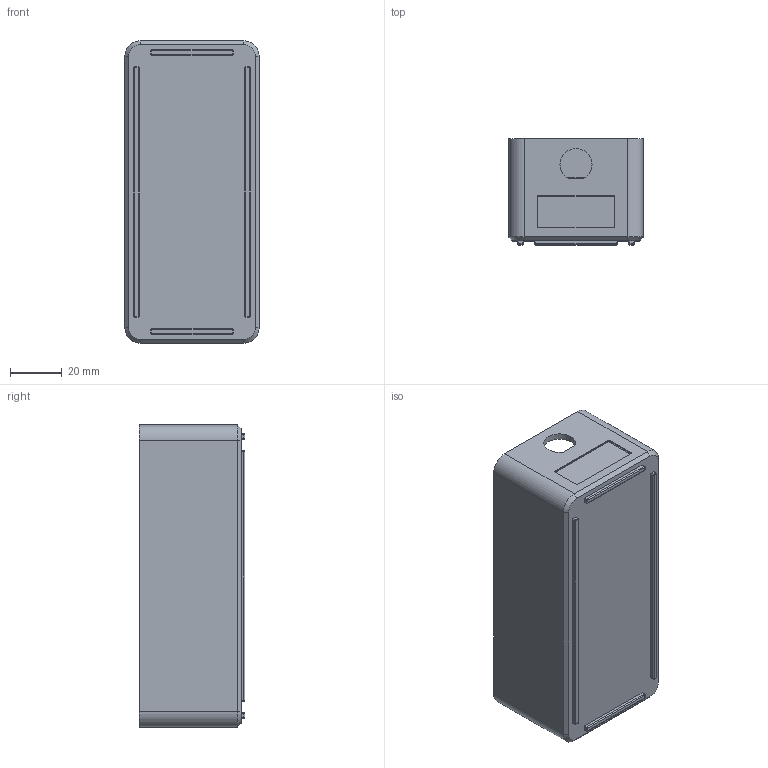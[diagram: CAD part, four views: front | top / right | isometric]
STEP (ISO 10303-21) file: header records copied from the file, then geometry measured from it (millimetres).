
FILE_DESCRIPTION (( 'STEP AP214' ), '1' );
FILE_NAME ('BaseCaixaFDM_V4_model1.STEP', '2024-02-27T16:06:42', ( '' ), ( '' ), 'SwSTEP 2.0', 'SolidWorks 2022', '' );
FILE_SCHEMA (( 'AUTOMOTIVE_DESIGN' ));
Length unit declared in the file: millimetre
Products named in the file (1): BaseCaixaFDM_V4_model1
Bounding box: 52 x 41 x 117 mm (x, y, z)
Volume: 47493.4 mm3; surface area: 38363.8 mm2
Topology: 1 solids, 1 shells, 255 faces, 635 edges, 366 vertices
Faces by surface type: cylinder 122, plane 81, sphere 28, cone 24
Entity records: 7379 total; most frequent: DIRECTION 1379, CARTESIAN_POINT 1253, ORIENTED_EDGE 1214, EDGE_CURVE 607, AXIS2_PLACEMENT_3D 524, VERTEX_POINT 366, VECTOR 331, LINE 331
